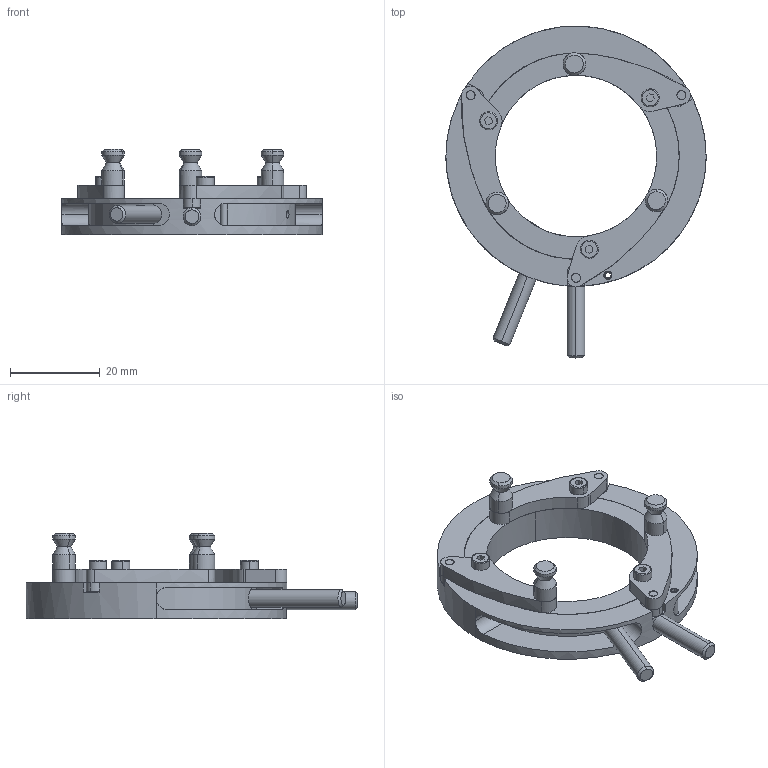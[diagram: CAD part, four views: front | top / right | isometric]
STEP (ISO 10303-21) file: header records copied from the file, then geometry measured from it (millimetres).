
FILE_DESCRIPTION (( 'STEP AP203' ), '1' );
FILE_NAME ('iges_16077_Default.step', '2021-07-23T16:56:24', ( '' ), ( '' ), 'SwSTEP 2.0', 'SolidWorks 2018', '' );
FILE_SCHEMA (( 'CONFIG_CONTROL_DESIGN' ));
Length unit declared in the file: millimetre
Products named in the file (1): iges_16077_Default
Bounding box: 58 x 74 x 19 mm (x, y, z)
Surface area: 13202.4 mm2 (no closed solid volume)
Topology: 0 solids, 33 shells, 333 faces, 865 edges, 544 vertices
Faces by surface type: bspline 333
Entity records: 13637 total; most frequent: CARTESIAN_POINT 8852, ORIENTED_EDGE 1508, EDGE_CURVE 827, B_SPLINE_CURVE_WITH_KNOTS 572, VERTEX_POINT 540, EDGE_LOOP 389, ADVANCED_FACE 333, FACE_OUTER_BOUND 333
